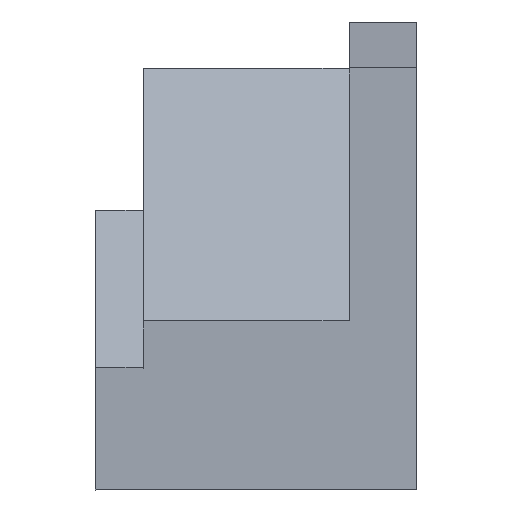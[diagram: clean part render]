
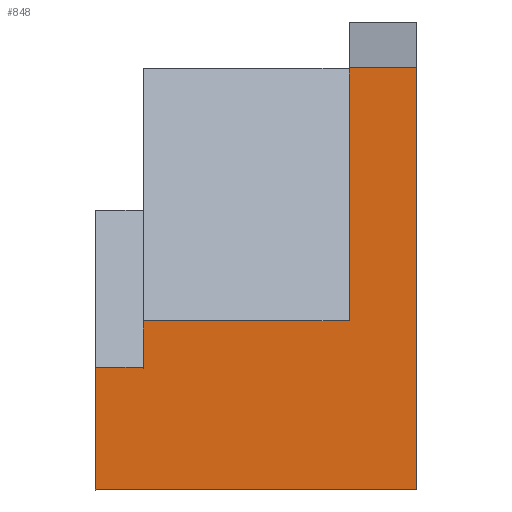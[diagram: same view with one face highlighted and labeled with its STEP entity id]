
A CAD part, left-side view. The second image highlights one B-rep face of the part: STEP entity #848.
In plain terms, the highlighted planar face has unit normal (-1, 0, 0).
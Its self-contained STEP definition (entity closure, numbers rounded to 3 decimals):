
#37 = LINE ( 'NONE', #1192, #1082 ) ;
#55 = VECTOR ( 'NONE', #2293, 1000. ) ;
#128 = CARTESIAN_POINT ( 'NONE',  ( -59.6, -4.1, -10.804 ) ) ;
#141 = VERTEX_POINT ( 'NONE', #811 ) ;
#142 = CARTESIAN_POINT ( 'NONE',  ( -59.6, -34.6, -29. ) ) ;
#181 = DIRECTION ( 'NONE',  ( 0., 0., 1. ) ) ;
#209 = DIRECTION ( 'NONE',  ( 0., -1., 0. ) ) ;
#289 = LINE ( 'NONE', #475, #55 ) ;
#316 = CARTESIAN_POINT ( 'NONE',  ( -59.6, -44.6, 33.557 ) ) ;
#352 = PLANE ( 'NONE',  #1995 ) ;
#404 = VERTEX_POINT ( 'NONE', #316 ) ;
#423 = VERTEX_POINT ( 'NONE', #2080 ) ;
#475 = CARTESIAN_POINT ( 'NONE',  ( -59.6, -34.6, -29. ) ) ;
#509 = VECTOR ( 'NONE', #737, 1000. ) ;
#524 = EDGE_CURVE ( 'NONE', #641, #404, #1964, .T. ) ;
#550 = DIRECTION ( 'NONE',  ( -1., 0., 0. ) ) ;
#564 = FACE_OUTER_BOUND ( 'NONE', #2135, .T. ) ;
#582 = VECTOR ( 'NONE', #2484, 1000. ) ;
#610 = CARTESIAN_POINT ( 'NONE',  ( -59.6, -44.6, -29. ) ) ;
#633 = VECTOR ( 'NONE', #1405, 1000. ) ;
#641 = VERTEX_POINT ( 'NONE', #610 ) ;
#737 = DIRECTION ( 'NONE',  ( 0., 1., 0. ) ) ;
#811 = CARTESIAN_POINT ( 'NONE',  ( -59.6, -34.6, -3.942 ) ) ;
#831 = VERTEX_POINT ( 'NONE', #1378 ) ;
#848 = ADVANCED_FACE ( 'NONE', ( #564 ), #352, .T. ) ;
#996 = LINE ( 'NONE', #2378, #633 ) ;
#1046 = VERTEX_POINT ( 'NONE', #1808 ) ;
#1082 = VECTOR ( 'NONE', #209, 1000. ) ;
#1100 = CARTESIAN_POINT ( 'NONE',  ( -59.6, -34.6, 33.557 ) ) ;
#1107 = CARTESIAN_POINT ( 'NONE',  ( -59.6, 0., -3.942 ) ) ;
#1109 = ORIENTED_EDGE ( 'NONE', *, *, #1332, .T. ) ;
#1132 = LINE ( 'NONE', #1869, #582 ) ;
#1156 = ORIENTED_EDGE ( 'NONE', *, *, #2041, .T. ) ;
#1192 = CARTESIAN_POINT ( 'NONE',  ( -59.6, 25.845, -10.804 ) ) ;
#1219 = EDGE_CURVE ( 'NONE', #141, #1046, #2089, .T. ) ;
#1236 = ORIENTED_EDGE ( 'NONE', *, *, #2536, .F. ) ;
#1268 = VERTEX_POINT ( 'NONE', #128 ) ;
#1292 = EDGE_CURVE ( 'NONE', #831, #1268, #37, .T. ) ;
#1314 = ORIENTED_EDGE ( 'NONE', *, *, #2184, .F. ) ;
#1318 = CARTESIAN_POINT ( 'NONE',  ( -59.6, -44.6, -29. ) ) ;
#1332 = EDGE_CURVE ( 'NONE', #1046, #1268, #996, .T. ) ;
#1378 = CARTESIAN_POINT ( 'NONE',  ( -59.6, 3., -10.804 ) ) ;
#1396 = EDGE_CURVE ( 'NONE', #423, #641, #289, .T. ) ;
#1405 = DIRECTION ( 'NONE',  ( 0., 0., -1. ) ) ;
#1415 = VERTEX_POINT ( 'NONE', #1100 ) ;
#1420 = ORIENTED_EDGE ( 'NONE', *, *, #1292, .F. ) ;
#1579 = ORIENTED_EDGE ( 'NONE', *, *, #1396, .T. ) ;
#1691 = VECTOR ( 'NONE', #2074, 1000. ) ;
#1704 = LINE ( 'NONE', #142, #1691 ) ;
#1808 = CARTESIAN_POINT ( 'NONE',  ( -59.6, -4.1, -3.942 ) ) ;
#1833 = ORIENTED_EDGE ( 'NONE', *, *, #524, .T. ) ;
#1869 = CARTESIAN_POINT ( 'NONE',  ( -59.6, 3., -12.594 ) ) ;
#1964 = LINE ( 'NONE', #1318, #2162 ) ;
#1995 = AXIS2_PLACEMENT_3D ( 'NONE', #2311, #550, #181 ) ;
#2041 = EDGE_CURVE ( 'NONE', #1415, #141, #1704, .T. ) ;
#2074 = DIRECTION ( 'NONE',  ( 0., 0., -1. ) ) ;
#2080 = CARTESIAN_POINT ( 'NONE',  ( -59.6, 3., -29. ) ) ;
#2089 = LINE ( 'NONE', #1107, #509 ) ;
#2095 = DIRECTION ( 'NONE',  ( 0., 0., 1. ) ) ;
#2135 = EDGE_LOOP ( 'NONE', ( #1156, #2312, #1109, #1420, #1236, #1579, #1833, #1314 ) ) ;
#2162 = VECTOR ( 'NONE', #2095, 1000. ) ;
#2177 = DIRECTION ( 'NONE',  ( 0., -1., 0. ) ) ;
#2184 = EDGE_CURVE ( 'NONE', #1415, #404, #2351, .T. ) ;
#2293 = DIRECTION ( 'NONE',  ( 0., -1., 0. ) ) ;
#2311 = CARTESIAN_POINT ( 'NONE',  ( -59.6, 0., 0. ) ) ;
#2312 = ORIENTED_EDGE ( 'NONE', *, *, #1219, .T. ) ;
#2351 = LINE ( 'NONE', #2386, #2475 ) ;
#2378 = CARTESIAN_POINT ( 'NONE',  ( -59.6, -4.1, 4.268 ) ) ;
#2386 = CARTESIAN_POINT ( 'NONE',  ( -59.6, -34.6, 33.557 ) ) ;
#2475 = VECTOR ( 'NONE', #2177, 1000. ) ;
#2484 = DIRECTION ( 'NONE',  ( 0., 0., 1. ) ) ;
#2536 = EDGE_CURVE ( 'NONE', #423, #831, #1132, .T. ) ;
